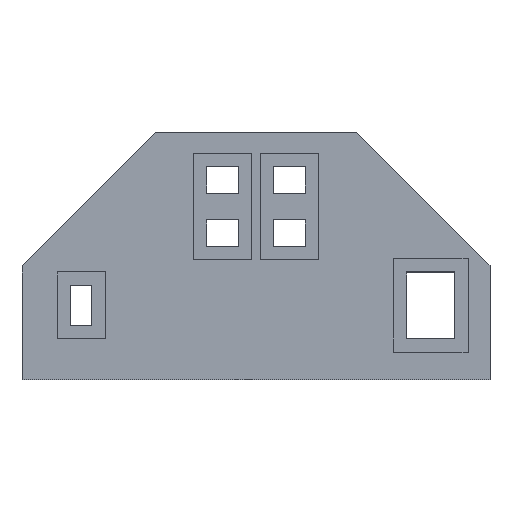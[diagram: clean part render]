
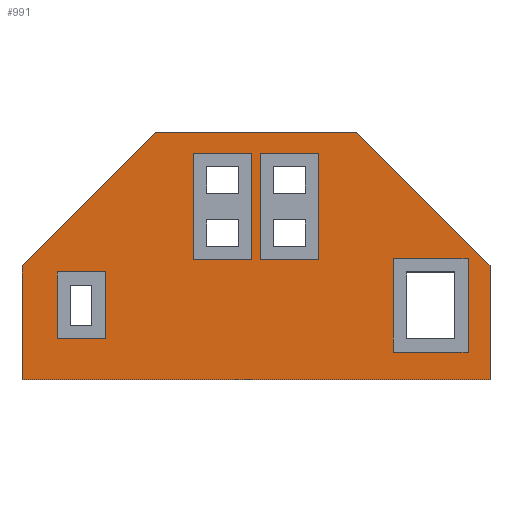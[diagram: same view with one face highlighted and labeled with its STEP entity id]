
A CAD part, top view. The second image highlights one B-rep face of the part: STEP entity #991.
In plain terms, the highlighted planar face has unit normal (0, 0, 1).
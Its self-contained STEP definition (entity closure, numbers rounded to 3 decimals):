
#15=FACE_BOUND('',#90,.T.);
#16=FACE_BOUND('',#91,.T.);
#17=FACE_BOUND('',#92,.T.);
#18=FACE_BOUND('',#93,.T.);
#37=FACE_OUTER_BOUND('',#89,.T.);
#89=EDGE_LOOP('',(#681,#682,#683,#684,#685,#686));
#90=EDGE_LOOP('',(#687,#688,#689,#690));
#91=EDGE_LOOP('',(#691,#692,#693,#694));
#92=EDGE_LOOP('',(#695,#696,#697,#698));
#93=EDGE_LOOP('',(#699,#700,#701,#702));
#153=LINE('',#1343,#291);
#156=LINE('',#1349,#294);
#159=LINE('',#1355,#297);
#162=LINE('',#1361,#300);
#165=LINE('',#1367,#303);
#168=LINE('',#1371,#306);
#169=LINE('',#1375,#307);
#170=LINE('',#1377,#308);
#171=LINE('',#1379,#309);
#172=LINE('',#1380,#310);
#173=LINE('',#1383,#311);
#174=LINE('',#1385,#312);
#175=LINE('',#1387,#313);
#176=LINE('',#1388,#314);
#177=LINE('',#1391,#315);
#178=LINE('',#1393,#316);
#179=LINE('',#1395,#317);
#180=LINE('',#1396,#318);
#181=LINE('',#1399,#319);
#182=LINE('',#1401,#320);
#183=LINE('',#1403,#321);
#184=LINE('',#1404,#322);
#291=VECTOR('',#1097,10.);
#294=VECTOR('',#1102,10.);
#297=VECTOR('',#1107,10.);
#300=VECTOR('',#1112,10.);
#303=VECTOR('',#1117,10.);
#306=VECTOR('',#1122,10.);
#307=VECTOR('',#1125,10.);
#308=VECTOR('',#1126,10.);
#309=VECTOR('',#1127,10.);
#310=VECTOR('',#1128,10.);
#311=VECTOR('',#1129,10.);
#312=VECTOR('',#1130,10.);
#313=VECTOR('',#1131,10.);
#314=VECTOR('',#1132,10.);
#315=VECTOR('',#1133,10.);
#316=VECTOR('',#1134,10.);
#317=VECTOR('',#1135,10.);
#318=VECTOR('',#1136,10.);
#319=VECTOR('',#1137,10.);
#320=VECTOR('',#1138,10.);
#321=VECTOR('',#1139,10.);
#322=VECTOR('',#1140,10.);
#429=VERTEX_POINT('',#1340);
#430=VERTEX_POINT('',#1342);
#432=VERTEX_POINT('',#1348);
#434=VERTEX_POINT('',#1354);
#436=VERTEX_POINT('',#1360);
#438=VERTEX_POINT('',#1366);
#439=VERTEX_POINT('',#1373);
#440=VERTEX_POINT('',#1374);
#441=VERTEX_POINT('',#1376);
#442=VERTEX_POINT('',#1378);
#443=VERTEX_POINT('',#1381);
#444=VERTEX_POINT('',#1382);
#445=VERTEX_POINT('',#1384);
#446=VERTEX_POINT('',#1386);
#447=VERTEX_POINT('',#1389);
#448=VERTEX_POINT('',#1390);
#449=VERTEX_POINT('',#1392);
#450=VERTEX_POINT('',#1394);
#451=VERTEX_POINT('',#1397);
#452=VERTEX_POINT('',#1398);
#453=VERTEX_POINT('',#1400);
#454=VERTEX_POINT('',#1402);
#521=EDGE_CURVE('',#430,#429,#153,.T.);
#524=EDGE_CURVE('',#432,#430,#156,.T.);
#527=EDGE_CURVE('',#434,#432,#159,.T.);
#530=EDGE_CURVE('',#436,#434,#162,.T.);
#533=EDGE_CURVE('',#438,#436,#165,.T.);
#536=EDGE_CURVE('',#429,#438,#168,.T.);
#537=EDGE_CURVE('',#439,#440,#169,.T.);
#538=EDGE_CURVE('',#441,#439,#170,.T.);
#539=EDGE_CURVE('',#442,#441,#171,.T.);
#540=EDGE_CURVE('',#440,#442,#172,.T.);
#541=EDGE_CURVE('',#443,#444,#173,.T.);
#542=EDGE_CURVE('',#445,#443,#174,.T.);
#543=EDGE_CURVE('',#446,#445,#175,.T.);
#544=EDGE_CURVE('',#444,#446,#176,.T.);
#545=EDGE_CURVE('',#447,#448,#177,.T.);
#546=EDGE_CURVE('',#449,#447,#178,.T.);
#547=EDGE_CURVE('',#450,#449,#179,.T.);
#548=EDGE_CURVE('',#448,#450,#180,.T.);
#549=EDGE_CURVE('',#451,#452,#181,.T.);
#550=EDGE_CURVE('',#453,#451,#182,.T.);
#551=EDGE_CURVE('',#454,#453,#183,.T.);
#552=EDGE_CURVE('',#452,#454,#184,.T.);
#681=ORIENTED_EDGE('',*,*,#536,.T.);
#682=ORIENTED_EDGE('',*,*,#533,.T.);
#683=ORIENTED_EDGE('',*,*,#530,.T.);
#684=ORIENTED_EDGE('',*,*,#527,.T.);
#685=ORIENTED_EDGE('',*,*,#524,.T.);
#686=ORIENTED_EDGE('',*,*,#521,.T.);
#687=ORIENTED_EDGE('',*,*,#537,.F.);
#688=ORIENTED_EDGE('',*,*,#538,.F.);
#689=ORIENTED_EDGE('',*,*,#539,.F.);
#690=ORIENTED_EDGE('',*,*,#540,.F.);
#691=ORIENTED_EDGE('',*,*,#541,.F.);
#692=ORIENTED_EDGE('',*,*,#542,.F.);
#693=ORIENTED_EDGE('',*,*,#543,.F.);
#694=ORIENTED_EDGE('',*,*,#544,.F.);
#695=ORIENTED_EDGE('',*,*,#545,.F.);
#696=ORIENTED_EDGE('',*,*,#546,.F.);
#697=ORIENTED_EDGE('',*,*,#547,.F.);
#698=ORIENTED_EDGE('',*,*,#548,.F.);
#699=ORIENTED_EDGE('',*,*,#549,.F.);
#700=ORIENTED_EDGE('',*,*,#550,.F.);
#701=ORIENTED_EDGE('',*,*,#551,.F.);
#702=ORIENTED_EDGE('',*,*,#552,.F.);
#939=PLANE('',#1045);
#991=ADVANCED_FACE('',(#37,#15,#16,#17,#18),#939,.T.);
#1045=AXIS2_PLACEMENT_3D('',#1372,#1123,#1124);
#1097=DIRECTION('',(-1.,0.,0.));
#1102=DIRECTION('',(-0.707,0.707,0.));
#1107=DIRECTION('',(0.,1.,0.));
#1112=DIRECTION('',(1.,0.,0.));
#1117=DIRECTION('',(0.,-1.,0.));
#1122=DIRECTION('',(-0.707,-0.707,0.));
#1123=DIRECTION('center_axis',(0.,0.,1.));
#1124=DIRECTION('ref_axis',(1.,0.,0.));
#1125=DIRECTION('',(0.,1.,0.));
#1126=DIRECTION('',(1.,0.,0.));
#1127=DIRECTION('',(0.,-1.,0.));
#1128=DIRECTION('',(-1.,0.,0.));
#1129=DIRECTION('',(-1.,0.,0.));
#1130=DIRECTION('',(0.,1.,0.));
#1131=DIRECTION('',(1.,0.,0.));
#1132=DIRECTION('',(0.,-1.,0.));
#1133=DIRECTION('',(1.,0.,0.));
#1134=DIRECTION('',(0.,-1.,0.));
#1135=DIRECTION('',(-1.,0.,0.));
#1136=DIRECTION('',(0.,1.,0.));
#1137=DIRECTION('',(0.,1.,0.));
#1138=DIRECTION('',(1.,0.,0.));
#1139=DIRECTION('',(0.,-1.,0.));
#1140=DIRECTION('',(-1.,0.,0.));
#1340=CARTESIAN_POINT('',(-3.764,8.776,0.1));
#1342=CARTESIAN_POINT('',(3.764,8.776,0.1));
#1343=CARTESIAN_POINT('',(3.764,8.776,0.1));
#1348=CARTESIAN_POINT('',(8.764,3.776,0.1));
#1349=CARTESIAN_POINT('',(3.764,8.776,0.1));
#1354=CARTESIAN_POINT('',(8.764,-0.477,0.1));
#1355=CARTESIAN_POINT('',(8.764,-0.477,0.1));
#1360=CARTESIAN_POINT('',(-8.764,-0.477,0.1));
#1361=CARTESIAN_POINT('',(-8.764,-0.477,0.1));
#1366=CARTESIAN_POINT('',(-8.764,3.776,0.1));
#1367=CARTESIAN_POINT('',(-8.764,3.776,0.1));
#1371=CARTESIAN_POINT('',(-3.764,8.776,0.1));
#1372=CARTESIAN_POINT('Origin',(0.,4.15,0.1));
#1373=CARTESIAN_POINT('',(2.35,4.,0.1));
#1374=CARTESIAN_POINT('',(2.35,8.,0.1));
#1375=CARTESIAN_POINT('',(2.35,4.075,0.1));
#1376=CARTESIAN_POINT('',(0.15,4.,0.1));
#1377=CARTESIAN_POINT('',(0.075,4.,0.1));
#1378=CARTESIAN_POINT('',(0.15,8.,0.1));
#1379=CARTESIAN_POINT('',(0.15,6.075,0.1));
#1380=CARTESIAN_POINT('',(1.175,8.,0.1));
#1381=CARTESIAN_POINT('',(7.943,4.05,0.1));
#1382=CARTESIAN_POINT('',(5.143,4.05,0.1));
#1383=CARTESIAN_POINT('',(3.971,4.05,0.1));
#1384=CARTESIAN_POINT('',(7.943,0.55,0.1));
#1385=CARTESIAN_POINT('',(7.943,2.35,0.1));
#1386=CARTESIAN_POINT('',(5.143,0.55,0.1));
#1387=CARTESIAN_POINT('',(2.571,0.55,0.1));
#1388=CARTESIAN_POINT('',(5.143,4.1,0.1));
#1389=CARTESIAN_POINT('',(-7.443,1.05,0.1));
#1390=CARTESIAN_POINT('',(-5.643,1.05,0.1));
#1391=CARTESIAN_POINT('',(-3.721,1.05,0.1));
#1392=CARTESIAN_POINT('',(-7.443,3.55,0.1));
#1393=CARTESIAN_POINT('',(-7.443,3.85,0.1));
#1394=CARTESIAN_POINT('',(-5.643,3.55,0.1));
#1395=CARTESIAN_POINT('',(-2.821,3.55,0.1));
#1396=CARTESIAN_POINT('',(-5.643,2.6,0.1));
#1397=CARTESIAN_POINT('',(-0.15,4.,0.1));
#1398=CARTESIAN_POINT('',(-0.15,8.,0.1));
#1399=CARTESIAN_POINT('',(-0.15,4.075,0.1));
#1400=CARTESIAN_POINT('',(-2.35,4.,0.1));
#1401=CARTESIAN_POINT('',(-1.175,4.,0.1));
#1402=CARTESIAN_POINT('',(-2.35,8.,0.1));
#1403=CARTESIAN_POINT('',(-2.35,6.075,0.1));
#1404=CARTESIAN_POINT('',(-0.075,8.,0.1));
